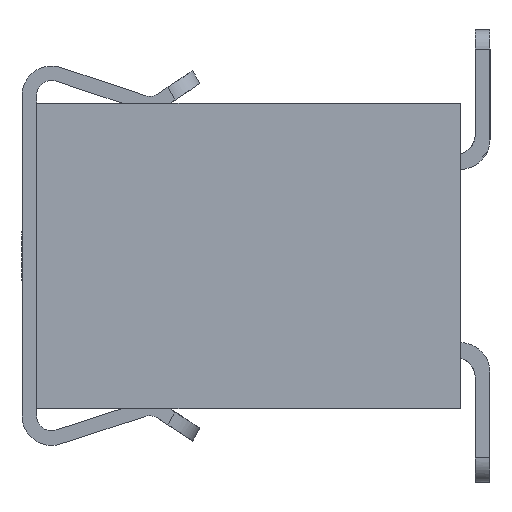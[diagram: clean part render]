
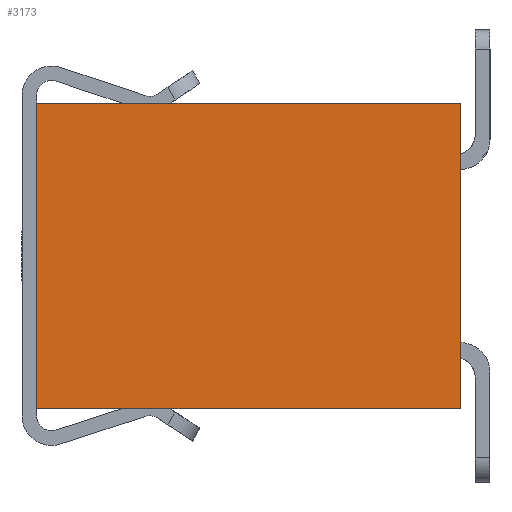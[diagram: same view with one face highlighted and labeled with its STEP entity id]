
A CAD part, left-side view. The second image highlights one B-rep face of the part: STEP entity #3173.
In plain terms, the highlighted planar face has unit normal (-1, 0, 0).
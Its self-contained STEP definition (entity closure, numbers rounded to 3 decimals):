
#1599=CARTESIAN_POINT('',(1.271,5.,-3.1));
#1600=VERTEX_POINT('',#1599);
#1617=CARTESIAN_POINT('',(1.271,0.7,-3.1));
#1618=VERTEX_POINT('',#1617);
#1625=CARTESIAN_POINT('',(1.271,0.7,-3.1));
#1626=DIRECTION('',(0.,1.,0.));
#1627=VECTOR('',#1626,4.3);
#1628=LINE('',#1625,#1627);
#1629=EDGE_CURVE('',#1618,#1600,#1628,.T.);
#1824=CARTESIAN_POINT('',(1.271,0.7,0.));
#1825=VERTEX_POINT('',#1824);
#1826=CARTESIAN_POINT('',(1.271,5.,0.));
#1827=VERTEX_POINT('',#1826);
#1828=CARTESIAN_POINT('',(1.271,0.7,0.));
#1829=DIRECTION('',(0.,1.,0.));
#1830=VECTOR('',#1829,4.3);
#1831=LINE('',#1828,#1830);
#1832=EDGE_CURVE('',#1825,#1827,#1831,.T.);
#2271=CARTESIAN_POINT('',(1.271,5.,0.));
#2272=DIRECTION('',(0.,0.,-1.));
#2273=VECTOR('',#2272,3.1);
#2274=LINE('',#2271,#2273);
#2275=EDGE_CURVE('',#1827,#1600,#2274,.T.);
#2472=CARTESIAN_POINT('',(1.271,0.7,-3.1));
#2473=DIRECTION('',(0.,0.,1.));
#2474=VECTOR('',#2473,3.1);
#2475=LINE('',#2472,#2474);
#2476=EDGE_CURVE('',#1618,#1825,#2475,.T.);
#3162=CARTESIAN_POINT('',(1.271,2.837,-1.55));
#3163=DIRECTION('',(0.,-1.,0.));
#3164=DIRECTION('',(-1.,0.,0.));
#3165=AXIS2_PLACEMENT_3D('',#3162,#3164,#3163);
#3166=PLANE('',#3165);
#3167=ORIENTED_EDGE('',*,*,#1832,.T.);
#3168=ORIENTED_EDGE('',*,*,#2275,.T.);
#3169=ORIENTED_EDGE('',*,*,#1629,.F.);
#3170=ORIENTED_EDGE('',*,*,#2476,.T.);
#3171=EDGE_LOOP('',(#3167,#3168,#3169,#3170));
#3172=FACE_OUTER_BOUND('',#3171,.T.);
#3173=ADVANCED_FACE('',(#3172),#3166,.T.);
